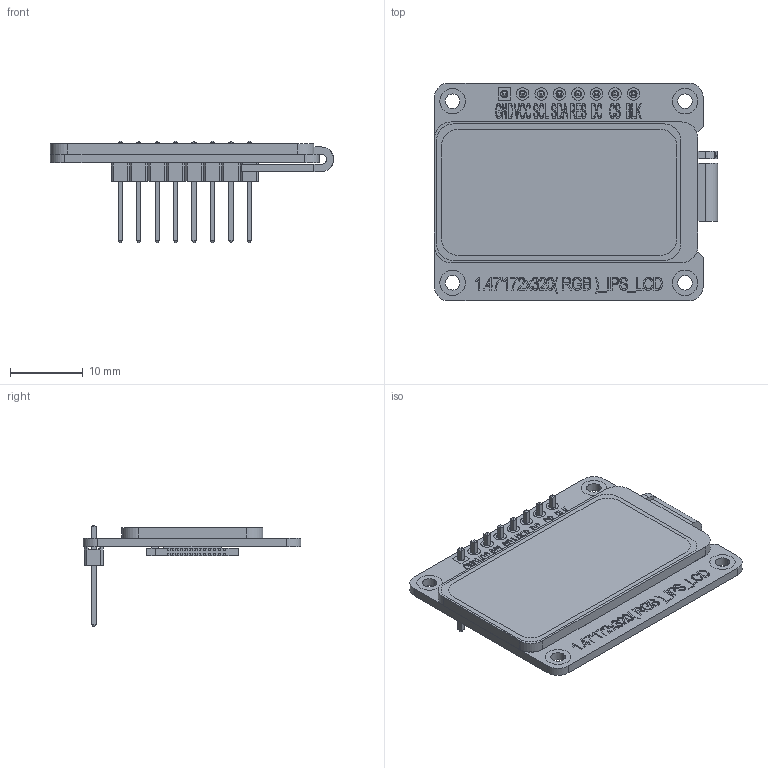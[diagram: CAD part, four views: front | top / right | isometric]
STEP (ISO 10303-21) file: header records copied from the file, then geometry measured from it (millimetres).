
FILE_DESCRIPTION (( 'STEP AP214' ), '1' );
FILE_NAME ('1.47 RGB TFT LCD-male pins.STEP', '2024-02-20T03:39:40', ( '' ), ( '' ), 'SwSTEP 2.0', 'SolidWorks 2021', '' );
FILE_SCHEMA (( 'AUTOMOTIVE_DESIGN' ));
Length unit declared in the file: millimetre
Products named in the file (4): 1.47 RGB TFT LCD-male pins; pin_header_8; PCB-lcd-ips; LCD_lcd_ips
Assembly tree (3 placements, depth 2):
  1.47 RGB TFT LCD-male pins
    PCB-lcd-ips
    LCD_lcd_ips
    pin_header_8
Bounding box: 38.98 x 30 x 14 mm (x, y, z)
Volume: 2605.5 mm3; surface area: 4924.6 mm2
Topology: 18 solids, 18 shells, 579 faces, 2049 edges, 1628 vertices
Faces by surface type: plane 519, cylinder 44, cone 16
Entity records: 34193 total; most frequent: CARTESIAN_POINT 10207, ORIENTED_EDGE 4098, DIRECTION 2980, EDGE_CURVE 2049, VERTEX_POINT 1628, LINE 1496, VECTOR 1496, EDGE_LOOP 747
